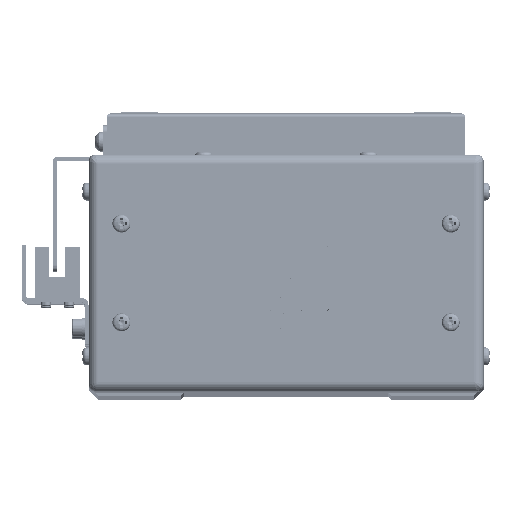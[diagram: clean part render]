
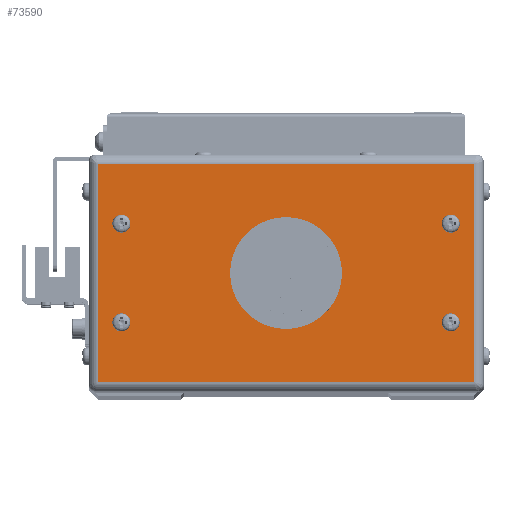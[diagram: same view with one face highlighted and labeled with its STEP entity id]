
A CAD part, top view. The second image highlights one B-rep face of the part: STEP entity #73590.
In plain terms, the highlighted planar face has unit normal (0, 0, 1).
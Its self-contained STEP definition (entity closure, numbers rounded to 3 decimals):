
#286 = CARTESIAN_POINT ( 'NONE',  ( -57., -34., 5. ) ) ;
#377 = ORIENTED_EDGE ( 'NONE', *, *, #12292, .F. ) ;
#750 = CARTESIAN_POINT ( 'NONE',  ( 50., 15., 5. ) ) ;
#931 = CARTESIAN_POINT ( 'NONE',  ( -58., 33., 5. ) ) ;
#1225 = CARTESIAN_POINT ( 'NONE',  ( 48.3, -15., 5. ) ) ;
#3069 = VERTEX_POINT ( 'NONE', #94628 ) ;
#3957 = EDGE_CURVE ( 'NONE', #3069, #4262, #4729, .T. ) ;
#4262 = VERTEX_POINT ( 'NONE', #12955 ) ;
#4729 = LINE ( 'NONE', #18606, #44709 ) ;
#5448 = LINE ( 'NONE', #286, #70718 ) ;
#5924 = DIRECTION ( 'NONE',  ( 1., 0., 0. ) ) ;
#6860 = CIRCLE ( 'NONE', #107106, 1.7 ) ;
#7005 = CIRCLE ( 'NONE', #43036, 15. ) ;
#7122 = DIRECTION ( 'NONE',  ( 1., 0., 0. ) ) ;
#8310 = DIRECTION ( 'NONE',  ( 1., 0., 0. ) ) ;
#8911 = LINE ( 'NONE', #931, #51578 ) ;
#8959 = FACE_BOUND ( 'NONE', #19996, .T. ) ;
#9268 = DIRECTION ( 'NONE',  ( 1., 0., 0. ) ) ;
#9466 = CARTESIAN_POINT ( 'NONE',  ( -48.3, -15., 5. ) ) ;
#9813 = EDGE_LOOP ( 'NONE', ( #15986, #14861 ) ) ;
#12292 = EDGE_CURVE ( 'NONE', #44038, #107181, #29061, .T. ) ;
#12955 = CARTESIAN_POINT ( 'NONE',  ( 57., -33., 5. ) ) ;
#13377 = EDGE_CURVE ( 'NONE', #4262, #95124, #39561, .T. ) ;
#13417 = ORIENTED_EDGE ( 'NONE', *, *, #81406, .F. ) ;
#14375 = CARTESIAN_POINT ( 'NONE',  ( 50., 15., 5. ) ) ;
#14861 = ORIENTED_EDGE ( 'NONE', *, *, #77115, .F. ) ;
#15986 = ORIENTED_EDGE ( 'NONE', *, *, #100355, .F. ) ;
#16884 = VECTOR ( 'NONE', #22576, 1000. ) ;
#16903 = VERTEX_POINT ( 'NONE', #19919 ) ;
#18606 = CARTESIAN_POINT ( 'NONE',  ( -58., -33., 5. ) ) ;
#18910 = EDGE_CURVE ( 'NONE', #25281, #24107, #7005, .T. ) ;
#19454 = DIRECTION ( 'NONE',  ( 0., 0., 1. ) ) ;
#19919 = CARTESIAN_POINT ( 'NONE',  ( -57., 33., 5. ) ) ;
#19996 = EDGE_LOOP ( 'NONE', ( #64162, #102692 ) ) ;
#22113 = ORIENTED_EDGE ( 'NONE', *, *, #3957, .T. ) ;
#22576 = DIRECTION ( 'NONE',  ( 0., 1., 0. ) ) ;
#22954 = DIRECTION ( 'NONE',  ( 1., 0., 0. ) ) ;
#24107 = VERTEX_POINT ( 'NONE', #88053 ) ;
#25281 = VERTEX_POINT ( 'NONE', #42848 ) ;
#28110 = EDGE_CURVE ( 'NONE', #88057, #97007, #73040, .T. ) ;
#28223 = EDGE_CURVE ( 'NONE', #24107, #25281, #107629, .T. ) ;
#29061 = CIRCLE ( 'NONE', #36169, 1.7 ) ;
#29192 = EDGE_CURVE ( 'NONE', #107181, #44038, #94190, .T. ) ;
#32254 = DIRECTION ( 'NONE',  ( 0., 0., 1. ) ) ;
#33217 = VERTEX_POINT ( 'NONE', #59922 ) ;
#33268 = PLANE ( 'NONE',  #94383 ) ;
#34263 = FACE_BOUND ( 'NONE', #9813, .T. ) ;
#36169 = AXIS2_PLACEMENT_3D ( 'NONE', #70479, #19454, #79049 ) ;
#37394 = CARTESIAN_POINT ( 'NONE',  ( 50., -15., 5. ) ) ;
#37821 = AXIS2_PLACEMENT_3D ( 'NONE', #109116, #58143, #7122 ) ;
#39561 = LINE ( 'NONE', #107840, #16884 ) ;
#40671 = CIRCLE ( 'NONE', #46869, 1.7 ) ;
#41253 = EDGE_LOOP ( 'NONE', ( #22113, #75976, #67510, #99900 ) ) ;
#42090 = ORIENTED_EDGE ( 'NONE', *, *, #28223, .F. ) ;
#42848 = CARTESIAN_POINT ( 'NONE',  ( 15., 0., 5. ) ) ;
#43036 = AXIS2_PLACEMENT_3D ( 'NONE', #107908, #56962, #5924 ) ;
#43356 = DIRECTION ( 'NONE',  ( -1., 0., 0. ) ) ;
#44038 = VERTEX_POINT ( 'NONE', #85986 ) ;
#44319 = DIRECTION ( 'NONE',  ( 1., 0., 0. ) ) ;
#44709 = VECTOR ( 'NONE', #44319, 1000. ) ;
#45908 = CARTESIAN_POINT ( 'NONE',  ( -51.7, -15., 5. ) ) ;
#45932 = CARTESIAN_POINT ( 'NONE',  ( 50., -15., 5. ) ) ;
#45960 = DIRECTION ( 'NONE',  ( 1., 0., 0. ) ) ;
#46215 = EDGE_CURVE ( 'NONE', #16903, #3069, #5448, .T. ) ;
#46869 = AXIS2_PLACEMENT_3D ( 'NONE', #37394, #96945, #45960 ) ;
#47488 = VERTEX_POINT ( 'NONE', #80849 ) ;
#48101 = CARTESIAN_POINT ( 'NONE',  ( 57., 33., 5. ) ) ;
#48344 = DIRECTION ( 'NONE',  ( 0., 0., 1. ) ) ;
#50456 = DIRECTION ( 'NONE',  ( 0., 0., -1. ) ) ;
#51315 = DIRECTION ( 'NONE',  ( 0., -1., 0. ) ) ;
#51578 = VECTOR ( 'NONE', #43356, 1000. ) ;
#53190 = EDGE_LOOP ( 'NONE', ( #13417, #87058 ) ) ;
#54497 = DIRECTION ( 'NONE',  ( 1., 0., 0. ) ) ;
#56063 = AXIS2_PLACEMENT_3D ( 'NONE', #14375, #73991, #22954 ) ;
#56962 = DIRECTION ( 'NONE',  ( 0., 0., 1. ) ) ;
#58143 = DIRECTION ( 'NONE',  ( 0., 0., 1. ) ) ;
#59330 = DIRECTION ( 'NONE',  ( 0., 0., 1. ) ) ;
#59922 = CARTESIAN_POINT ( 'NONE',  ( 48.3, 15., 5. ) ) ;
#60305 = DIRECTION ( 'NONE',  ( 0., 0., 1. ) ) ;
#64162 = ORIENTED_EDGE ( 'NONE', *, *, #83548, .F. ) ;
#67510 = ORIENTED_EDGE ( 'NONE', *, *, #108683, .T. ) ;
#68102 = EDGE_LOOP ( 'NONE', ( #42090, #98591 ) ) ;
#70479 = CARTESIAN_POINT ( 'NONE',  ( -50., 15., 5. ) ) ;
#70718 = VECTOR ( 'NONE', #51315, 1000. ) ;
#73040 = CIRCLE ( 'NONE', #73655, 1.7 ) ;
#73350 = EDGE_LOOP ( 'NONE', ( #377, #91292 ) ) ;
#73590 = ADVANCED_FACE ( 'NONE', ( #99520, #76913, #34263, #8959, #96861, #74215 ), #33268, .F. ) ;
#73655 = AXIS2_PLACEMENT_3D ( 'NONE', #99310, #48344, #107854 ) ;
#73991 = DIRECTION ( 'NONE',  ( 0., 0., 1. ) ) ;
#74215 = FACE_BOUND ( 'NONE', #68102, .T. ) ;
#75976 = ORIENTED_EDGE ( 'NONE', *, *, #13377, .T. ) ;
#76913 = FACE_BOUND ( 'NONE', #73350, .T. ) ;
#77115 = EDGE_CURVE ( 'NONE', #33217, #81090, #104901, .T. ) ;
#77818 = CIRCLE ( 'NONE', #37821, 1.7 ) ;
#78754 = AXIS2_PLACEMENT_3D ( 'NONE', #110319, #59330, #8310 ) ;
#79049 = DIRECTION ( 'NONE',  ( 1., 0., 0. ) ) ;
#80849 = CARTESIAN_POINT ( 'NONE',  ( 51.7, -15., 5. ) ) ;
#81090 = VERTEX_POINT ( 'NONE', #89065 ) ;
#81406 = EDGE_CURVE ( 'NONE', #97007, #88057, #77818, .T. ) ;
#83293 = CARTESIAN_POINT ( 'NONE',  ( 0., 0., 5. ) ) ;
#83548 = EDGE_CURVE ( 'NONE', #47488, #97828, #6860, .T. ) ;
#84649 = CARTESIAN_POINT ( 'NONE',  ( -51.7, 15., 5. ) ) ;
#85986 = CARTESIAN_POINT ( 'NONE',  ( -48.3, 15., 5. ) ) ;
#86987 = AXIS2_PLACEMENT_3D ( 'NONE', #750, #60305, #9268 ) ;
#87058 = ORIENTED_EDGE ( 'NONE', *, *, #28110, .F. ) ;
#88053 = CARTESIAN_POINT ( 'NONE',  ( -15., 0., 5. ) ) ;
#88057 = VERTEX_POINT ( 'NONE', #45908 ) ;
#89065 = CARTESIAN_POINT ( 'NONE',  ( 51.7, 15., 5. ) ) ;
#90768 = AXIS2_PLACEMENT_3D ( 'NONE', #83293, #32254, #91836 ) ;
#91292 = ORIENTED_EDGE ( 'NONE', *, *, #29192, .F. ) ;
#91836 = DIRECTION ( 'NONE',  ( 1., 0., 0. ) ) ;
#94190 = CIRCLE ( 'NONE', #78754, 1.7 ) ;
#94383 = AXIS2_PLACEMENT_3D ( 'NONE', #101406, #50456, #109986 ) ;
#94628 = CARTESIAN_POINT ( 'NONE',  ( -57., -33., 5. ) ) ;
#95124 = VERTEX_POINT ( 'NONE', #48101 ) ;
#96861 = FACE_OUTER_BOUND ( 'NONE', #41253, .T. ) ;
#96945 = DIRECTION ( 'NONE',  ( 0., 0., 1. ) ) ;
#97007 = VERTEX_POINT ( 'NONE', #9466 ) ;
#97106 = EDGE_CURVE ( 'NONE', #97828, #47488, #40671, .T. ) ;
#97828 = VERTEX_POINT ( 'NONE', #1225 ) ;
#98591 = ORIENTED_EDGE ( 'NONE', *, *, #18910, .F. ) ;
#99310 = CARTESIAN_POINT ( 'NONE',  ( -50., -15., 5. ) ) ;
#99520 = FACE_BOUND ( 'NONE', #53190, .T. ) ;
#99900 = ORIENTED_EDGE ( 'NONE', *, *, #46215, .T. ) ;
#100054 = CIRCLE ( 'NONE', #86987, 1.7 ) ;
#100355 = EDGE_CURVE ( 'NONE', #81090, #33217, #100054, .T. ) ;
#101406 = CARTESIAN_POINT ( 'NONE',  ( -58., -34., 5. ) ) ;
#102692 = ORIENTED_EDGE ( 'NONE', *, *, #97106, .F. ) ;
#104901 = CIRCLE ( 'NONE', #56063, 1.7 ) ;
#105474 = DIRECTION ( 'NONE',  ( 0., 0., 1. ) ) ;
#107106 = AXIS2_PLACEMENT_3D ( 'NONE', #45932, #105474, #54497 ) ;
#107181 = VERTEX_POINT ( 'NONE', #84649 ) ;
#107629 = CIRCLE ( 'NONE', #90768, 15. ) ;
#107840 = CARTESIAN_POINT ( 'NONE',  ( 57., -34., 5. ) ) ;
#107854 = DIRECTION ( 'NONE',  ( 1., 0., 0. ) ) ;
#107908 = CARTESIAN_POINT ( 'NONE',  ( 0., 0., 5. ) ) ;
#108683 = EDGE_CURVE ( 'NONE', #95124, #16903, #8911, .T. ) ;
#109116 = CARTESIAN_POINT ( 'NONE',  ( -50., -15., 5. ) ) ;
#109986 = DIRECTION ( 'NONE',  ( -1., 0., 0. ) ) ;
#110319 = CARTESIAN_POINT ( 'NONE',  ( -50., 15., 5. ) ) ;
